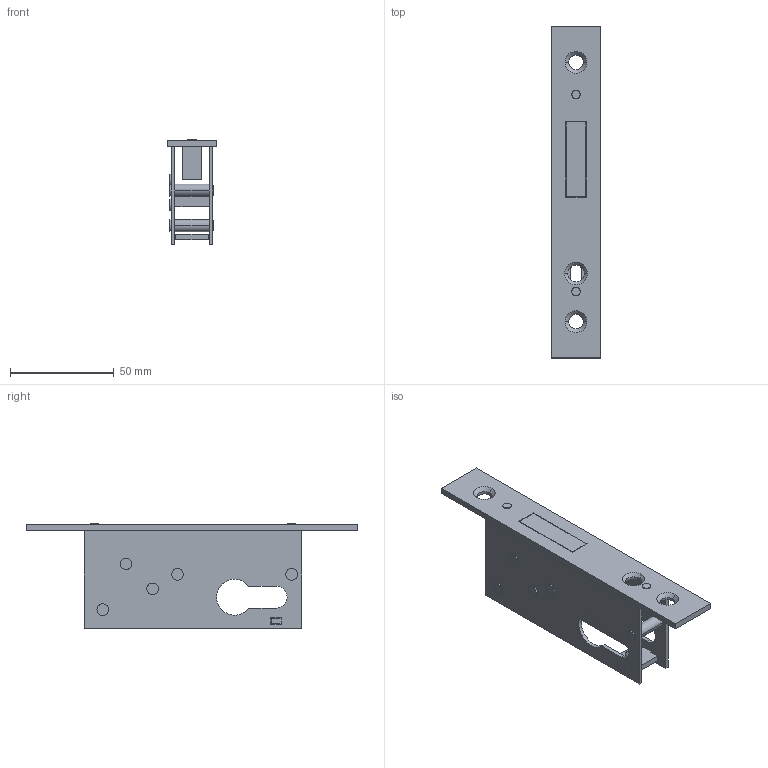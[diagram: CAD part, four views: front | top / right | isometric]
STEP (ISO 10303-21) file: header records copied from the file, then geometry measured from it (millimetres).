
FILE_DESCRIPTION (( 'STEP AP203' ), '1' );
FILE_NAME ('40111-35.step', '2020-12-09T10:37:50', ( '' ), ( '' ), 'SwSTEP 2.0', 'SolidWorks 2018', '' );
FILE_SCHEMA (( 'CONFIG_CONTROL_DESIGN' ));
Length unit declared in the file: millimetre
Products named in the file (2): 40111-35
Bounding box: 24 x 160 x 50.4 mm (x, y, z)
Volume: 34368.1 mm3; surface area: 31061.6 mm2
Topology: 3 solids, 3 shells, 414 faces, 1110 edges, 738 vertices
Faces by surface type: plane 238, bspline 99, cylinder 71, cone 6
Entity records: 17639 total; most frequent: CARTESIAN_POINT 7603, ORIENTED_EDGE 2220, DIRECTION 1694, EDGE_CURVE 1110, VECTOR 764, LINE 764, VERTEX_POINT 738, EDGE_LOOP 474
